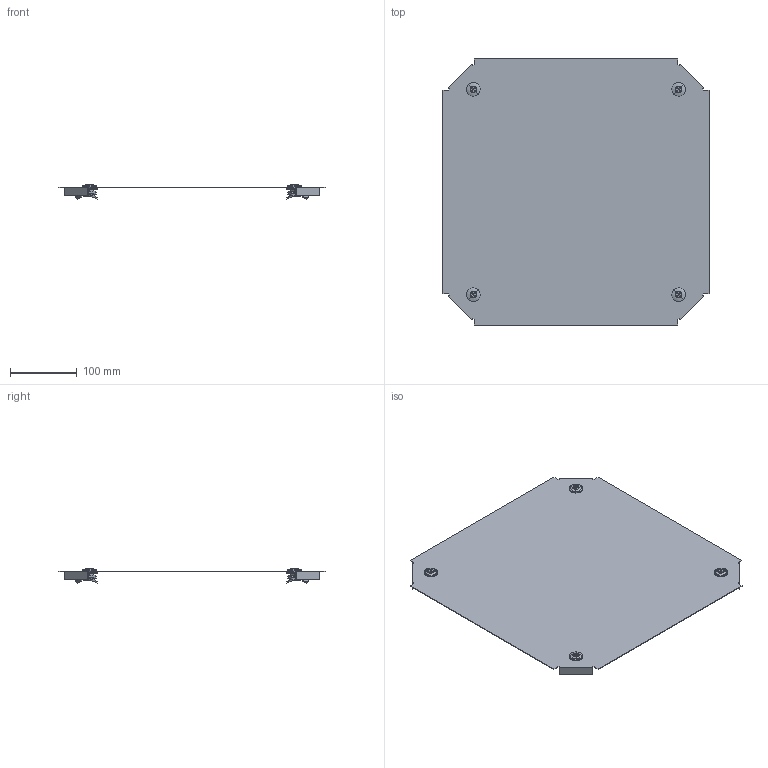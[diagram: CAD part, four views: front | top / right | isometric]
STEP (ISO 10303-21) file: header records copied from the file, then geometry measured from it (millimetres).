
FILE_DESCRIPTION (( 'STEP AP203' ), '1' );
FILE_NAME ('7138976.STEP', '2019-11-07T13:19:06', ( '' ), ( '' ), 'SwSTEP 2.0', 'SolidWorks 2018', '' );
FILE_SCHEMA (( 'CONFIG_CONTROL_DESIGN' ));
Length unit declared in the file: millimetre
Products named in the file (5): 055486_DFKM NB=300 d-16,5 f〉 Helix-Drehriegel; 7138976; 109905; 099600_Standard; 120072_Standard
Assembly tree (7 placements, depth 3):
  7138976
    055486_DFKM NB=300 d-16,5 f〉 Helix-Drehriegel
    120072_Standard  x4
      099600_Standard
      109905
Bounding box: 397.99 x 397.99 x 21.36 mm (x, y, z)
Volume: 166844.1 mm3; surface area: 323834.8 mm2
Topology: 9 solids, 9 shells, 354 faces, 1000 edges, 668 vertices
Faces by surface type: plane 182, bspline 104, cone 52, cylinder 16
Entity records: 6541 total; most frequent: CARTESIAN_POINT 2714, ORIENTED_EDGE 748, DIRECTION 555, EDGE_CURVE 374, VERTEX_POINT 251, LINE 223, VECTOR 223, AXIS2_PLACEMENT_3D 166
